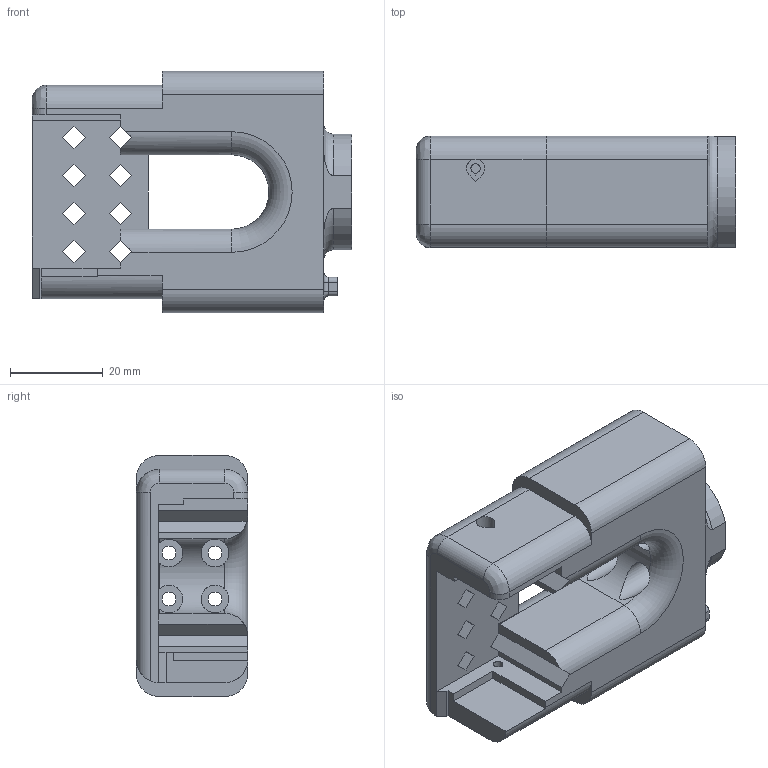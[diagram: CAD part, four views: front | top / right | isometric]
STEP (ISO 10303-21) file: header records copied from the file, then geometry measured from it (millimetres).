
FILE_DESCRIPTION(('FreeCAD Model'),'2;1');
FILE_NAME('Open CASCADE Shape Model','2025-11-25T23:23:58',(''),(''), 'Open CASCADE STEP processor 7.8','FreeCAD','Unknown');
FILE_SCHEMA(('AUTOMOTIVE_DESIGN { 1 0 10303 214 1 1 1 1 }'));
Length unit declared in the file: millimetre
Products named in the file (1): Body001
Bounding box: 68.85 x 24 x 52 mm (x, y, z)
Volume: 48391.8 mm3; surface area: 14481.8 mm2
Topology: 1 solids, 1 shells, 137 faces, 381 edges, 247 vertices
Faces by surface type: plane 86, cylinder 41, torus 8, bspline 2
Full cylindrical faces by diameter (mm): 3 x4, 4 x1, 6 x4, 7 x1, 21 x1
Entity records: 5224 total; most frequent: CARTESIAN_POINT 1590, ORIENTED_EDGE 762, DIRECTION 735, EDGE_CURVE 381, LINE 253, VECTOR 253, VERTEX_POINT 247, AXIS2_PLACEMENT_3D 241
